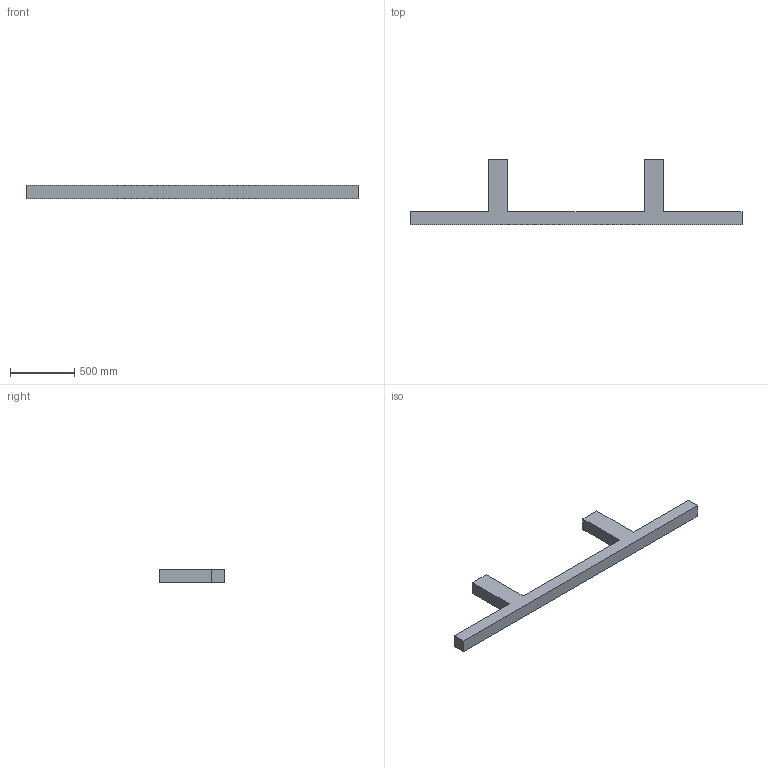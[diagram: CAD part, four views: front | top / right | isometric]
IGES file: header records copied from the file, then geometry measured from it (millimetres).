
Start section: SolidWorks IGES file using analytic representation for surfaces
Global section: file name: SemiTrailerGuard3.IGS; native system: SolidWorks 2014; preprocessor: SolidWorks 2014; author: matt.suffern; date: 141125.103724; units: inch
Bounding box: 2590.8 x 508 x 101.6 mm (x, y, z)
Surface area: 1486448.6 mm2 (no closed solid volume)
Topology: 0 solids, 0 shells, 14 faces, 72 edges, 72 vertices
Faces by surface type: bspline 14
